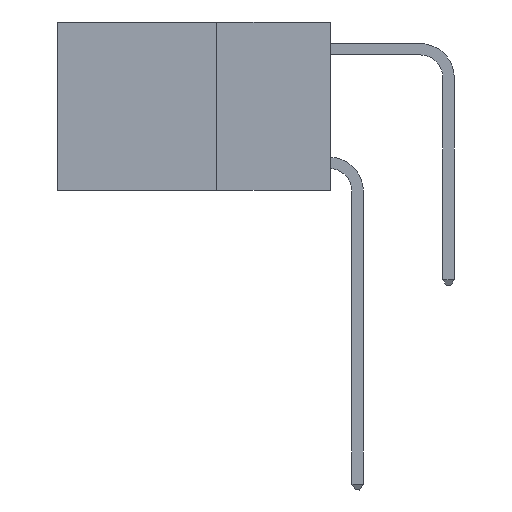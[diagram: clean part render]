
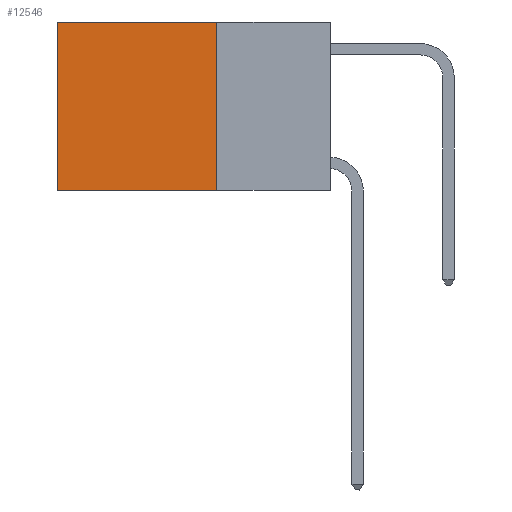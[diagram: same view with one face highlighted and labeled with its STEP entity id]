
A CAD part, left-side view. The second image highlights one B-rep face of the part: STEP entity #12546.
In plain terms, the highlighted planar face has unit normal (-1, 0, 0).
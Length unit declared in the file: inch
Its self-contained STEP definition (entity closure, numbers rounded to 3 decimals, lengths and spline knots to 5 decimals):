
#2073 = EDGE_LOOP ( 'NONE', ( #20635, #9220, #7493, #11984 ) ) ;
#2279 = VECTOR ( 'NONE', #18593, 39.37008 ) ;
#2388 = DIRECTION ( 'NONE',  ( 1., 0., 0. ) ) ;
#3593 = CARTESIAN_POINT ( 'NONE',  ( 0.2625, 0.6, 0. ) ) ;
#6120 = VERTEX_POINT ( 'NONE', #12481 ) ;
#7493 = ORIENTED_EDGE ( 'NONE', *, *, #18274, .F. ) ;
#7921 = VERTEX_POINT ( 'NONE', #19511 ) ;
#8499 = LINE ( 'NONE', #3593, #2279 ) ;
#9008 = CARTESIAN_POINT ( 'NONE',  ( 0.2625, 0.25, 0. ) ) ;
#9220 = ORIENTED_EDGE ( 'NONE', *, *, #17660, .F. ) ;
#9334 = EDGE_CURVE ( 'NONE', #9918, #6120, #23598, .T. ) ;
#9918 = VERTEX_POINT ( 'NONE', #21593 ) ;
#9920 = VECTOR ( 'NONE', #12639, 39.37008 ) ;
#10569 = CARTESIAN_POINT ( 'NONE',  ( 0.2625, 0.25, 0. ) ) ;
#11984 = ORIENTED_EDGE ( 'NONE', *, *, #9334, .T. ) ;
#12481 = CARTESIAN_POINT ( 'NONE',  ( 0.2625, 0.6, 0. ) ) ;
#12546 = ADVANCED_FACE ( 'NONE', ( #15818 ), #19198, .F. ) ;
#12639 = DIRECTION ( 'NONE',  ( 0., 1., 0. ) ) ;
#13411 = AXIS2_PLACEMENT_3D ( 'NONE', #22900, #2388, #15547 ) ;
#15547 = DIRECTION ( 'NONE',  ( 0., 0., -1. ) ) ;
#15818 = FACE_OUTER_BOUND ( 'NONE', #2073, .T. ) ;
#16081 = LINE ( 'NONE', #18180, #9920 ) ;
#16113 = CARTESIAN_POINT ( 'NONE',  ( 0.2625, 0.25, -0.37 ) ) ;
#16195 = DIRECTION ( 'NONE',  ( 0., 0., -1. ) ) ;
#16481 = VERTEX_POINT ( 'NONE', #16113 ) ;
#16879 = LINE ( 'NONE', #10569, #17483 ) ;
#17094 = EDGE_CURVE ( 'NONE', #6120, #7921, #8499, .T. ) ;
#17483 = VECTOR ( 'NONE', #16195, 39.37008 ) ;
#17660 = EDGE_CURVE ( 'NONE', #16481, #7921, #16081, .T. ) ;
#18180 = CARTESIAN_POINT ( 'NONE',  ( 0.2625, 0.25, -0.37 ) ) ;
#18274 = EDGE_CURVE ( 'NONE', #9918, #16481, #16879, .T. ) ;
#18593 = DIRECTION ( 'NONE',  ( 0., 0., -1. ) ) ;
#19198 = PLANE ( 'NONE',  #13411 ) ;
#19511 = CARTESIAN_POINT ( 'NONE',  ( 0.2625, 0.6, -0.37 ) ) ;
#20635 = ORIENTED_EDGE ( 'NONE', *, *, #17094, .T. ) ;
#21593 = CARTESIAN_POINT ( 'NONE',  ( 0.2625, 0.25, 0. ) ) ;
#22900 = CARTESIAN_POINT ( 'NONE',  ( 0.2625, 0.25, 0. ) ) ;
#23011 = VECTOR ( 'NONE', #23882, 39.37008 ) ;
#23598 = LINE ( 'NONE', #9008, #23011 ) ;
#23882 = DIRECTION ( 'NONE',  ( 0., 1., 0. ) ) ;
